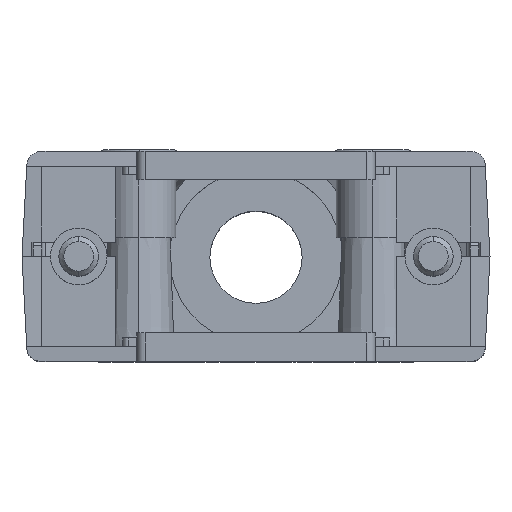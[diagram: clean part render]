
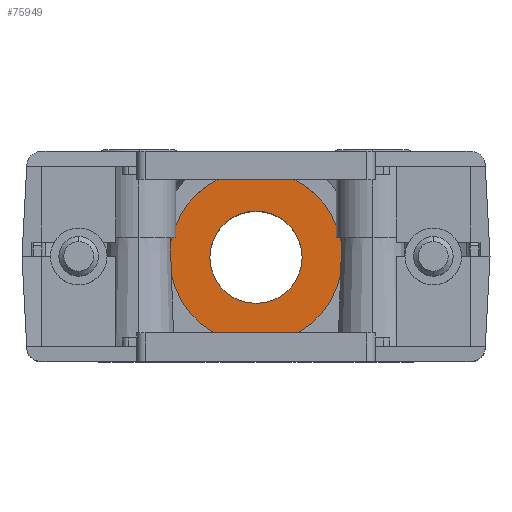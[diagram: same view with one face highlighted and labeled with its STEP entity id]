
A CAD part, top view. The second image highlights one B-rep face of the part: STEP entity #75949.
In plain terms, the highlighted face is planar.
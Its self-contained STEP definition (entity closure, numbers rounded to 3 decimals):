
#361 = AXIS2_PLACEMENT_3D ( 'NONE', #55453, #74855, #38919 ) ;
#876 = ORIENTED_EDGE ( 'NONE', *, *, #19415, .T. ) ;
#2010 = CARTESIAN_POINT ( 'NONE',  ( -3.137, 0., 6.425 ) ) ;
#3056 = DIRECTION ( 'NONE',  ( 0., 0., -1. ) ) ;
#6041 = CARTESIAN_POINT ( 'NONE',  ( 0., 0., 3.25 ) ) ;
#8202 = CARTESIAN_POINT ( 'NONE',  ( 3.137, 0., -6.425 ) ) ;
#14649 = CARTESIAN_POINT ( 'NONE',  ( -3.137, 0., -6.425 ) ) ;
#15278 = ORIENTED_EDGE ( 'NONE', *, *, #24840, .F. ) ;
#16213 = DIRECTION ( 'NONE',  ( 0., 0., 1. ) ) ;
#19415 = EDGE_CURVE ( 'NONE', #86011, #62640, #73676, .T. ) ;
#21094 = CIRCLE ( 'NONE', #361, 3.25 ) ;
#21923 = CARTESIAN_POINT ( 'NONE',  ( 0., 0., 0. ) ) ;
#22898 = AXIS2_PLACEMENT_3D ( 'NONE', #26796, #89820, #16213 ) ;
#23937 = CARTESIAN_POINT ( 'NONE',  ( -3.137, 0., 6.425 ) ) ;
#24840 = EDGE_CURVE ( 'NONE', #92706, #63009, #96976, .T. ) ;
#25922 = CARTESIAN_POINT ( 'NONE',  ( 3.137, 0., 6.425 ) ) ;
#26796 = CARTESIAN_POINT ( 'NONE',  ( 0., 0., 0. ) ) ;
#29377 = EDGE_CURVE ( 'NONE', #51147, #92706, #88261, .T. ) ;
#33649 = EDGE_LOOP ( 'NONE', ( #79232, #100969, #56271, #15278 ) ) ;
#34753 = DIRECTION ( 'NONE',  ( -1., 0., 0. ) ) ;
#35046 = CARTESIAN_POINT ( 'NONE',  ( 0., 0., -3.25 ) ) ;
#37772 = FACE_OUTER_BOUND ( 'NONE', #33649, .T. ) ;
#38919 = DIRECTION ( 'NONE',  ( 0., 0., 1. ) ) ;
#44369 = CARTESIAN_POINT ( 'NONE',  ( 0., 0., 0. ) ) ;
#45046 = AXIS2_PLACEMENT_3D ( 'NONE', #44369, #90280, #91436 ) ;
#46153 = CARTESIAN_POINT ( 'NONE',  ( 3.137, 0., -6.425 ) ) ;
#47210 = DIRECTION ( 'NONE',  ( 0., -1., 0. ) ) ;
#51147 = VERTEX_POINT ( 'NONE', #14649 ) ;
#53429 = EDGE_CURVE ( 'NONE', #57417, #51147, #81250, .T. ) ;
#55453 = CARTESIAN_POINT ( 'NONE',  ( 0., 0., 0. ) ) ;
#56271 = ORIENTED_EDGE ( 'NONE', *, *, #103297, .F. ) ;
#57347 = VECTOR ( 'NONE', #106362, 1000. ) ;
#57417 = VERTEX_POINT ( 'NONE', #46153 ) ;
#62640 = VERTEX_POINT ( 'NONE', #6041 ) ;
#63009 = VERTEX_POINT ( 'NONE', #25922 ) ;
#64900 = ORIENTED_EDGE ( 'NONE', *, *, #91008, .T. ) ;
#73412 = AXIS2_PLACEMENT_3D ( 'NONE', #107443, #47210, #93725 ) ;
#73676 = CIRCLE ( 'NONE', #22898, 3.25 ) ;
#73706 = PLANE ( 'NONE',  #73412 ) ;
#74855 = DIRECTION ( 'NONE',  ( 0., 1., 0. ) ) ;
#75949 = ADVANCED_FACE ( 'NONE', ( #101944, #37772 ), #73706, .T. ) ;
#79232 = ORIENTED_EDGE ( 'NONE', *, *, #29377, .F. ) ;
#79761 = AXIS2_PLACEMENT_3D ( 'NONE', #21923, #93812, #3056 ) ;
#81250 = LINE ( 'NONE', #8202, #83907 ) ;
#83907 = VECTOR ( 'NONE', #34753, 1000. ) ;
#84013 = EDGE_LOOP ( 'NONE', ( #64900, #876 ) ) ;
#86011 = VERTEX_POINT ( 'NONE', #35046 ) ;
#87267 = CIRCLE ( 'NONE', #79761, 7.15 ) ;
#88261 = CIRCLE ( 'NONE', #45046, 7.15 ) ;
#89820 = DIRECTION ( 'NONE',  ( 0., 1., 0. ) ) ;
#90280 = DIRECTION ( 'NONE',  ( 0., 1., 0. ) ) ;
#91008 = EDGE_CURVE ( 'NONE', #62640, #86011, #21094, .T. ) ;
#91436 = DIRECTION ( 'NONE',  ( 0., 0., -1. ) ) ;
#92706 = VERTEX_POINT ( 'NONE', #2010 ) ;
#93725 = DIRECTION ( 'NONE',  ( 0., 0., -1. ) ) ;
#93812 = DIRECTION ( 'NONE',  ( 0., 1., 0. ) ) ;
#96976 = LINE ( 'NONE', #23937, #57347 ) ;
#100969 = ORIENTED_EDGE ( 'NONE', *, *, #53429, .F. ) ;
#101944 = FACE_BOUND ( 'NONE', #84013, .T. ) ;
#103297 = EDGE_CURVE ( 'NONE', #63009, #57417, #87267, .T. ) ;
#106362 = DIRECTION ( 'NONE',  ( 1., 0., 0. ) ) ;
#107443 = CARTESIAN_POINT ( 'NONE',  ( 0., 0., 0. ) ) ;
